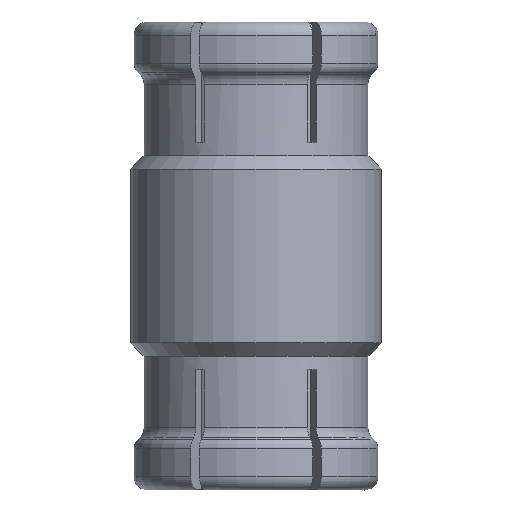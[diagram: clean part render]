
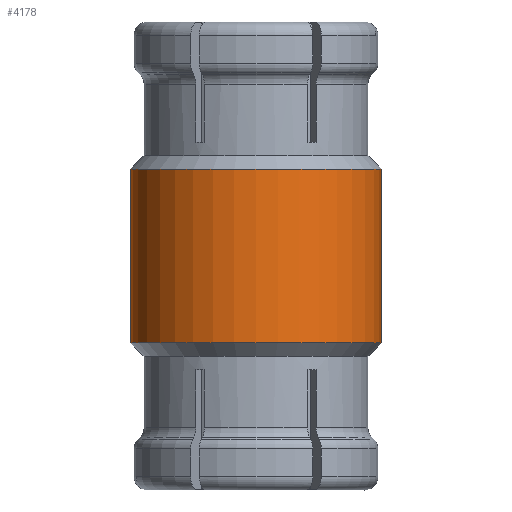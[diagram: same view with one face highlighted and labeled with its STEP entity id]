
A CAD part, front view. The second image highlights one B-rep face of the part: STEP entity #4178.
In plain terms, the highlighted cylindrical face has radius 1.875 mm (diameter 3.75 mm), a partial arc.
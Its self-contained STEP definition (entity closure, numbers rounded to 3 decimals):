
#5 = LINE ( 'NONE', #3926, #685 ) ;
#137 = VERTEX_POINT ( 'NONE', #4580 ) ;
#495 = CIRCLE ( 'NONE', #1077, 1.875 ) ;
#685 = VECTOR ( 'NONE', #1944, 1000. ) ;
#776 = CARTESIAN_POINT ( 'NONE',  ( -42.749, 16.329, 11.775 ) ) ;
#1022 = LINE ( 'NONE', #4410, #4916 ) ;
#1067 = CARTESIAN_POINT ( 'NONE',  ( -38.999, 16.329, 9.175 ) ) ;
#1076 = CARTESIAN_POINT ( 'NONE',  ( -42.749, 16.329, 9.175 ) ) ;
#1077 = AXIS2_PLACEMENT_3D ( 'NONE', #5882, #4554, #5981 ) ;
#1519 = CARTESIAN_POINT ( 'NONE',  ( -40.874, 16.329, 6.975 ) ) ;
#1531 = EDGE_CURVE ( 'NONE', #137, #4522, #1022, .T. ) ;
#1645 = AXIS2_PLACEMENT_3D ( 'NONE', #3802, #2790, #6174 ) ;
#1944 = DIRECTION ( 'NONE',  ( 0., 0., -1. ) ) ;
#2179 = EDGE_CURVE ( 'NONE', #2780, #3093, #5, .T. ) ;
#2565 = FACE_OUTER_BOUND ( 'NONE', #5385, .T. ) ;
#2780 = VERTEX_POINT ( 'NONE', #776 ) ;
#2790 = DIRECTION ( 'NONE',  ( 0., 0., -1. ) ) ;
#2964 = ORIENTED_EDGE ( 'NONE', *, *, #2179, .T. ) ;
#3023 = CYLINDRICAL_SURFACE ( 'NONE', #4274, 1.875 ) ;
#3093 = VERTEX_POINT ( 'NONE', #1076 ) ;
#3272 = EDGE_CURVE ( 'NONE', #4522, #3093, #4176, .T. ) ;
#3334 = ORIENTED_EDGE ( 'NONE', *, *, #3272, .F. ) ;
#3802 = CARTESIAN_POINT ( 'NONE',  ( -40.874, 16.329, 9.175 ) ) ;
#3926 = CARTESIAN_POINT ( 'NONE',  ( -42.749, 16.329, 6.975 ) ) ;
#4176 = CIRCLE ( 'NONE', #1645, 1.875 ) ;
#4178 = ADVANCED_FACE ( 'NONE', ( #2565 ), #3023, .T. ) ;
#4274 = AXIS2_PLACEMENT_3D ( 'NONE', #1519, #4928, #5307 ) ;
#4410 = CARTESIAN_POINT ( 'NONE',  ( -38.999, 16.329, 6.975 ) ) ;
#4486 = ORIENTED_EDGE ( 'NONE', *, *, #5778, .T. ) ;
#4522 = VERTEX_POINT ( 'NONE', #1067 ) ;
#4554 = DIRECTION ( 'NONE',  ( 0., 0., -1. ) ) ;
#4580 = CARTESIAN_POINT ( 'NONE',  ( -38.999, 16.329, 11.775 ) ) ;
#4636 = ORIENTED_EDGE ( 'NONE', *, *, #1531, .F. ) ;
#4916 = VECTOR ( 'NONE', #5320, 1000. ) ;
#4928 = DIRECTION ( 'NONE',  ( 0., 0., -1. ) ) ;
#5307 = DIRECTION ( 'NONE',  ( -1., 0., 0. ) ) ;
#5320 = DIRECTION ( 'NONE',  ( 0., 0., -1. ) ) ;
#5385 = EDGE_LOOP ( 'NONE', ( #4636, #4486, #2964, #3334 ) ) ;
#5778 = EDGE_CURVE ( 'NONE', #137, #2780, #495, .T. ) ;
#5882 = CARTESIAN_POINT ( 'NONE',  ( -40.874, 16.329, 11.775 ) ) ;
#5981 = DIRECTION ( 'NONE',  ( -1., 0., 0. ) ) ;
#6174 = DIRECTION ( 'NONE',  ( -1., 0., 0. ) ) ;
